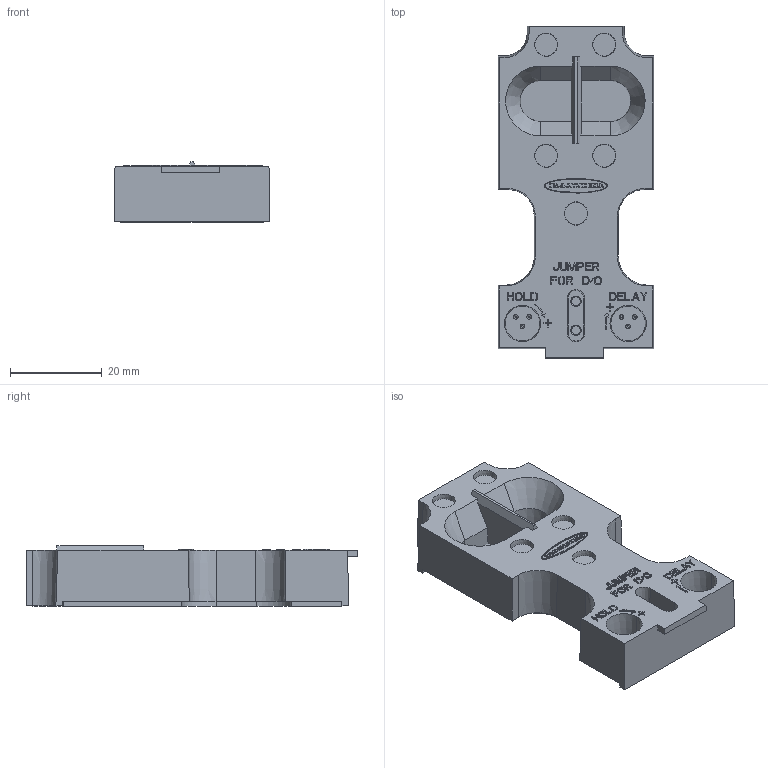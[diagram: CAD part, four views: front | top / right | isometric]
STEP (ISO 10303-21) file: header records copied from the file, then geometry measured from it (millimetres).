
FILE_DESCRIPTION((''),'2;1');
FILE_NAME('215000_ASM','2019-11-01T11:06:08',('pdmadmin'),('BANNER ENGINEERING'),'CREO PARAMETRIC BY PTC INC, 2018300','CREO PARAMETRIC BY PTC INC, 2018300','');
FILE_SCHEMA(('CONFIG_CONTROL_DESIGN'));
Length unit declared in the file: inch
Products named in the file (3): 12259; 215000_POTTING; 215000_ASM
Assembly tree (2 placements, depth 2):
  215000_ASM
    12259
    215000_POTTING
Bounding box: 34.06 x 72.54 x 13.31 mm (x, y, z)
Volume: 11477.8 mm3; surface area: 14497.3 mm2
Topology: 2 solids, 3 shells, 961 faces, 2697 edges, 1794 vertices
Faces by surface type: plane 724, cylinder 169, cone 64, extrusion 4
Entity records: 31321 total; most frequent: CARTESIAN_POINT 5960, ORIENTED_EDGE 5388, DIRECTION 5064, EDGE_CURVE 2697, VECTOR 2214, LINE 2210, VERTEX_POINT 1794, AXIS2_PLACEMENT_3D 1425
